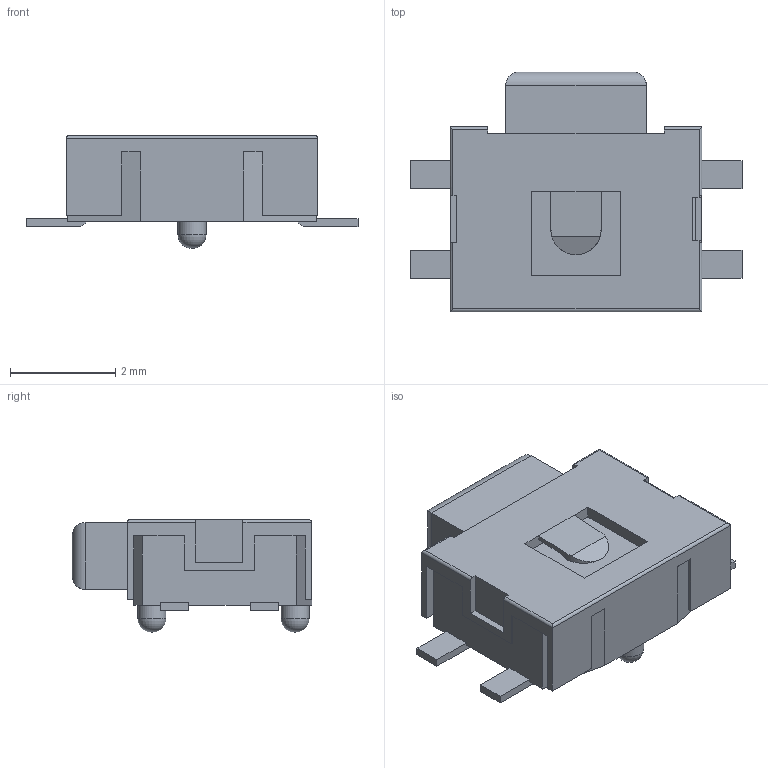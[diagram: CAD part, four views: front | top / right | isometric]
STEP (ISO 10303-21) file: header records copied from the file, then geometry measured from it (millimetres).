
FILE_DESCRIPTION(/* description */ ('Unknown'),/* implementation_level */ '2;1');
FILE_NAME(/* name */ 'YD-3414 - Side SMD Switch ',/* time_stamp */ '2019-03-07T11:05:05-05:00',/* author */ ('Unknown'),/* organization */ ('Unknown'),/* preprocessor_version */ 'ST-DEVELOPER v16.7',/* originating_system */ 'DEX',/* authorisation */ $);
FILE_SCHEMA (('AUTOMOTIVE_DESIGN {1 0 10303 214 3 1 1}'));
Length unit declared in the file: millimetre
Products named in the file (1): YD-3414 - Side SMD Switch 
Bounding box: 6.3 x 4.55 x 2.13 mm (x, y, z)
Volume: 29.6 mm3; surface area: 88.7 mm2
Topology: 1 solids, 21 shells, 284 faces, 702 edges, 464 vertices
Faces by surface type: plane 222, bspline 40, cylinder 20, torus 2
Full cylindrical faces by diameter (mm): 0.533 x2
Entity records: 11559 total; most frequent: CARTESIAN_POINT 3461, ORIENTED_EDGE 1384, DIRECTION 956, EDGE_CURVE 692, VERTEX_POINT 462, LINE 386, VECTOR 386, EDGE_LOOP 308
